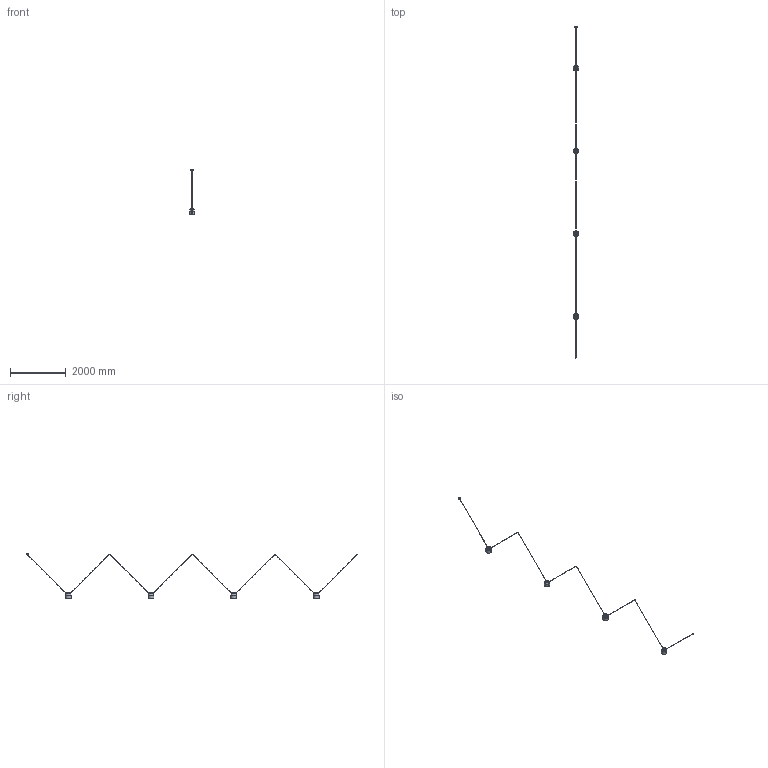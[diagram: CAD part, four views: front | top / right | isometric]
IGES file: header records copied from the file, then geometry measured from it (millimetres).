
Start section: SolidWorks IGES file using analytic representation for surfaces
Global section: file name: 00-9048  Colgante modular 4 luces de 2M_igs.IGS; native system: SolidWorks 2020; preprocessor: SolidWorks 2020; author: jordiburgueto; date: 230628.172846; units: millimetre
Bounding box: 198.86 x 11904.09 x 1609.25 mm (x, y, z)
Surface area: 1584475.3 mm2 (no closed solid volume)
Topology: 0 solids, 0 shells, 1243 faces, 20904 edges, 20888 vertices
Faces by surface type: bspline 728, revolution 515
